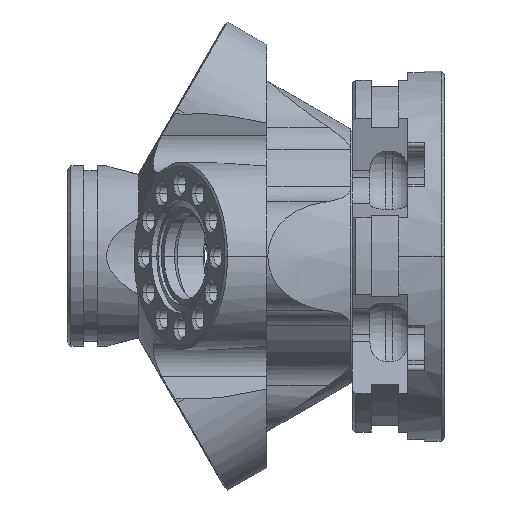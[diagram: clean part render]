
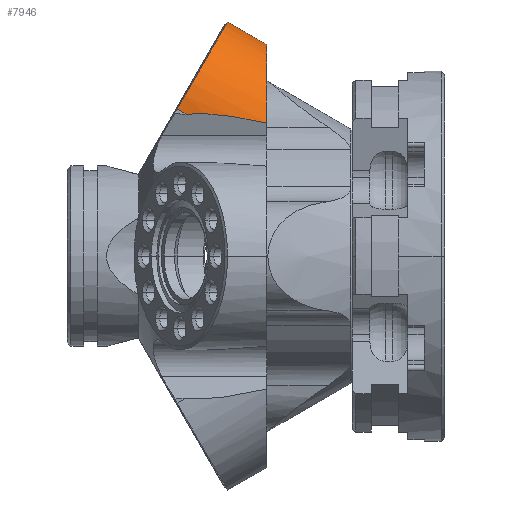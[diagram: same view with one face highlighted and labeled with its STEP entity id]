
A CAD part, front view. The second image highlights one B-rep face of the part: STEP entity #7946.
In plain terms, the highlighted cylindrical face has radius 17.526 mm (diameter 35.052 mm), a partial arc.
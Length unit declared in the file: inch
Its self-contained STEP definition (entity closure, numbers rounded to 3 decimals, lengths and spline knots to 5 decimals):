
#7946 = ADVANCED_FACE ( 'NONE', ( #26696 ), #26695, .T. ) ;
#7947 = EDGE_LOOP ( 'NONE', ( #7948, #7952, #7957, #7959, #7962, #7965 ) ) ;
#7948 = ORIENTED_EDGE ( 'NONE', *, *, #7949, .T. ) ;
#7949 = EDGE_CURVE ( 'NONE', #7950, #7951, #26780, .T. ) ;
#7950 = VERTEX_POINT ( 'NONE', #26800 ) ;
#7951 = VERTEX_POINT ( 'NONE', #26799 ) ;
#7952 = ORIENTED_EDGE ( 'NONE', *, *, #7953, .T. ) ;
#7953 = EDGE_CURVE ( 'NONE', #7951, #7955, #26811, .T. ) ;
#7955 = VERTEX_POINT ( 'NONE', #26792 ) ;
#7956 = VERTEX_POINT ( 'NONE', #26791 ) ;
#7957 = ORIENTED_EDGE ( 'NONE', *, *, #7958, .F. ) ;
#7958 = EDGE_CURVE ( 'NONE', #7956, #7955, #26816, .T. ) ;
#7959 = ORIENTED_EDGE ( 'NONE', *, *, #7960, .F. ) ;
#7960 = EDGE_CURVE ( 'NONE', #7961, #7956, #26796, .T. ) ;
#7961 = VERTEX_POINT ( 'NONE', #26801 ) ;
#7962 = ORIENTED_EDGE ( 'NONE', *, *, #7963, .T. ) ;
#7963 = EDGE_CURVE ( 'NONE', #7961, #7964, #26808, .T. ) ;
#7964 = VERTEX_POINT ( 'NONE', #26900 ) ;
#7965 = ORIENTED_EDGE ( 'NONE', *, *, #7966, .F. ) ;
#7966 = EDGE_CURVE ( 'NONE', #7950, #7964, #26869, .T. ) ;
#26691 = DIRECTION ( 'NONE',  ( 0.5, 0., 0.866 ) ) ;
#26692 = DIRECTION ( 'NONE',  ( -0.866, 0., 0.5 ) ) ;
#26693 = CARTESIAN_POINT ( 'NONE',  ( -0.90595, 0., 0.8175 ) ) ;
#26694 = AXIS2_PLACEMENT_3D ( 'NONE', #26693, #26692, #26691 ) ;
#26695 = CYLINDRICAL_SURFACE ( 'NONE', #26694, 0.69 ) ;
#26696 = FACE_OUTER_BOUND ( 'NONE', #7947, .T. ) ;
#26780 =( BOUNDED_CURVE ( )  B_SPLINE_CURVE ( 3, ( #26784, #26783, #26782, #26781 ),
 .UNSPECIFIED., .F., .F. ) 
 B_SPLINE_CURVE_WITH_KNOTS ( ( 4, 4 ),
 ( 4.99423, 6.28319 ),
 .UNSPECIFIED. ) 
 CURVE ( )  GEOMETRIC_REPRESENTATION_ITEM ( )  RATIONAL_B_SPLINE_CURVE ( ( 1., 0.866, 0.866, 1. ) ) 
 REPRESENTATION_ITEM ( '' )  );
#26781 = CARTESIAN_POINT ( 'NONE',  ( -0.81, 0., 1.55885 ) ) ;
#26782 = CARTESIAN_POINT ( 'NONE',  ( -0.81, -0.31902, 1.55885 ) ) ;
#26783 = CARTESIAN_POINT ( 'NONE',  ( -0.81, -0.57405, 1.33753 ) ) ;
#26784 = CARTESIAN_POINT ( 'NONE',  ( -0.81, -0.66278, 0.98369 ) ) ;
#26791 = CARTESIAN_POINT ( 'NONE',  ( -1.47046, -0.68813, 1.08476 ) ) ;
#26792 = CARTESIAN_POINT ( 'NONE',  ( -1.10006, 0., 1.72631 ) ) ;
#26793 = DIRECTION ( 'NONE',  ( -0.866, 0., 0.5 ) ) ;
#26794 = VECTOR ( 'NONE', #26793, 39.37008 ) ;
#26795 = CARTESIAN_POINT ( 'NONE',  ( -0.93135, -0.68813, 0.77351 ) ) ;
#26796 = LINE ( 'NONE', #26795, #26794 ) ;
#26797 = DIRECTION ( 'NONE',  ( -0.866, 0., 0.5 ) ) ;
#26798 = VECTOR ( 'NONE', #26797, 39.37008 ) ;
#26799 = CARTESIAN_POINT ( 'NONE',  ( -0.81, 0., 1.55885 ) ) ;
#26800 = CARTESIAN_POINT ( 'NONE',  ( -0.81, -0.66278, 0.98369 ) ) ;
#26801 = CARTESIAN_POINT ( 'NONE',  ( -1.40445, -0.68813, 1.04665 ) ) ;
#26802 = CARTESIAN_POINT ( 'NONE',  ( -0.56095, 0., 1.41506 ) ) ;
#26808 =( BOUNDED_CURVE ( )  B_SPLINE_CURVE ( 3, ( #26884, #26899, #26901, #26827 ),
 .UNSPECIFIED., .F., .T. ) 
 B_SPLINE_CURVE_WITH_KNOTS ( ( 4, 4 ),
 ( 0.23166, 0.58108 ),
 .UNSPECIFIED. ) 
 CURVE ( )  GEOMETRIC_REPRESENTATION_ITEM ( )  RATIONAL_B_SPLINE_CURVE ( ( 1., 0.99, 0.99, 1. ) ) 
 REPRESENTATION_ITEM ( '' )  );
#26811 = LINE ( 'NONE', #26802, #26798 ) ;
#26812 = DIRECTION ( 'NONE',  ( -0.5, 0., -0.866 ) ) ;
#26813 = DIRECTION ( 'NONE',  ( -0.866, 0., 0.5 ) ) ;
#26814 = CARTESIAN_POINT ( 'NONE',  ( -1.44506, 0., 1.12875 ) ) ;
#26815 = AXIS2_PLACEMENT_3D ( 'NONE', #26814, #26813, #26812 ) ;
#26816 = CIRCLE ( 'NONE', #26815, 0.69 ) ;
#26827 = CARTESIAN_POINT ( 'NONE',  ( -0.81202, -0.66394, 0.98019 ) ) ;
#26831 = DIRECTION ( 'NONE',  ( 0.5, 0., 0.866 ) ) ;
#26832 = DIRECTION ( 'NONE',  ( 0.866, 0., -0.5 ) ) ;
#26833 = CARTESIAN_POINT ( 'NONE',  ( -0.90595, 0., 0.8175 ) ) ;
#26868 = AXIS2_PLACEMENT_3D ( 'NONE', #26833, #26832, #26831 ) ;
#26869 = CIRCLE ( 'NONE', #26868, 0.69 ) ;
#26884 = CARTESIAN_POINT ( 'NONE',  ( -1.40445, -0.68813, 1.04665 ) ) ;
#26899 = CARTESIAN_POINT ( 'NONE',  ( -1.27163, -0.69407, 1.06299 ) ) ;
#26900 = CARTESIAN_POINT ( 'NONE',  ( -0.81202, -0.66394, 0.98019 ) ) ;
#26901 = CARTESIAN_POINT ( 'NONE',  ( -1.07213, -0.68593, 1.04061 ) ) ;
